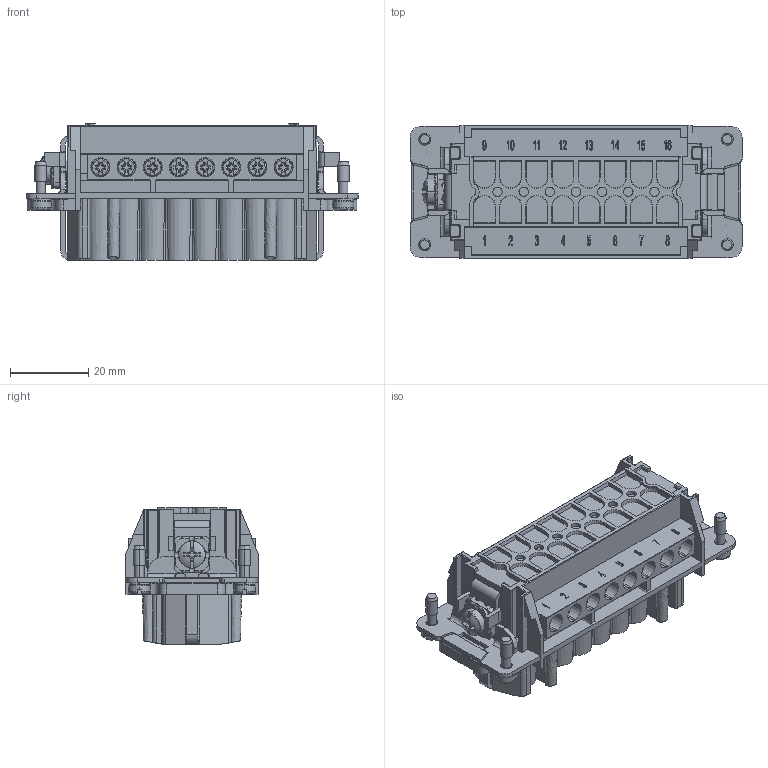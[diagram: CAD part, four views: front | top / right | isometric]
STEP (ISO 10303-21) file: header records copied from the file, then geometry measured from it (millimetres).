
FILE_DESCRIPTION (( 'STEP AP203' ), '1' );
FILE_NAME ('ZP-MC16B-1-FS016.STEP', '2023-07-06T19:23:42', ( '' ), ( '' ), 'SwSTEP 2.0', 'SolidWorks 2021', '' );
FILE_SCHEMA (( 'CONFIG_CONTROL_DESIGN' ));
Products named in the file (1): ZP-MC16B-1-FS016
Bounding box: 85 x 33.8 x 35 mm (x, y, z)
Volume: 46826 mm3; surface area: 19242.6 mm2
Topology: 1 solids, 1 shells, 2571 faces, 6840 edges, 4380 vertices
Faces by surface type: plane 1468, cylinder 469, bspline 418, cone 214, torus 2
Full cylindrical faces by diameter (mm): 2.7 x2
Entity records: 94484 total; most frequent: CARTESIAN_POINT 34796, ORIENTED_EDGE 13680, DIRECTION 10634, EDGE_CURVE 6840, VERTEX_POINT 4380, VECTOR 3908, LINE 3908, AXIS2_PLACEMENT_3D 3363
